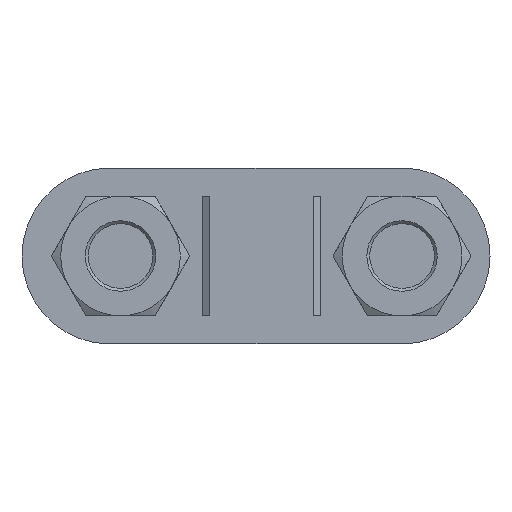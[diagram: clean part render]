
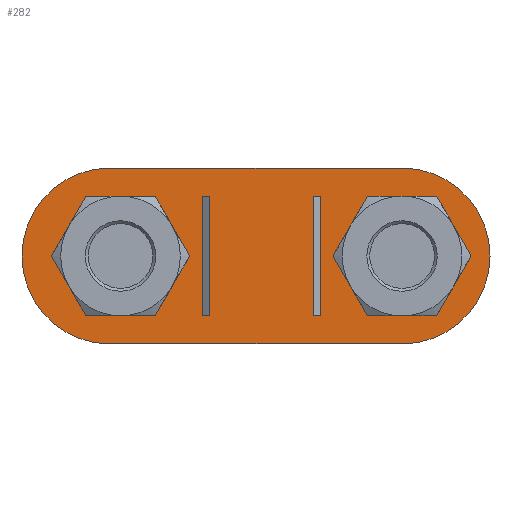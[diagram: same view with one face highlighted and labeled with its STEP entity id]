
A CAD part, front view. The second image highlights one B-rep face of the part: STEP entity #282.
In plain terms, the highlighted planar face has unit normal (0, -1, 0).
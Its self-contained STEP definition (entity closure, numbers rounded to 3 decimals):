
#282 = ADVANCED_FACE( '', ( #403, #404, #405, #406, #407 ), #408, .F. );
#403 = FACE_BOUND( '', #1346, .T. );
#404 = FACE_OUTER_BOUND( '', #1347, .T. );
#405 = FACE_BOUND( '', #1348, .T. );
#406 = FACE_BOUND( '', #1349, .T. );
#407 = FACE_BOUND( '', #1350, .T. );
#408 = PLANE( '', #1351 );
#1346 = EDGE_LOOP( '', ( #1644, #1645, #1646, #1647 ) );
#1347 = EDGE_LOOP( '', ( #1648, #1649, #1650, #1651, #1652, #1653 ) );
#1348 = EDGE_LOOP( '', ( #1654 ) );
#1349 = EDGE_LOOP( '', ( #1655, #1656, #1657, #1658 ) );
#1350 = EDGE_LOOP( '', ( #1659, #1660, #1661, #1662 ) );
#1351 = AXIS2_PLACEMENT_3D( '', #1663, #1664, #1665 );
#1644 = ORIENTED_EDGE( '', *, *, #2297, .F. );
#1645 = ORIENTED_EDGE( '', *, *, #2298, .T. );
#1646 = ORIENTED_EDGE( '', *, *, #2299, .T. );
#1647 = ORIENTED_EDGE( '', *, *, #2300, .F. );
#1648 = ORIENTED_EDGE( '', *, *, #2301, .F. );
#1649 = ORIENTED_EDGE( '', *, *, #2302, .F. );
#1650 = ORIENTED_EDGE( '', *, *, #2303, .F. );
#1651 = ORIENTED_EDGE( '', *, *, #2304, .F. );
#1652 = ORIENTED_EDGE( '', *, *, #2305, .F. );
#1653 = ORIENTED_EDGE( '', *, *, #2306, .F. );
#1654 = ORIENTED_EDGE( '', *, *, #2307, .T. );
#1655 = ORIENTED_EDGE( '', *, *, #2308, .F. );
#1656 = ORIENTED_EDGE( '', *, *, #2309, .F. );
#1657 = ORIENTED_EDGE( '', *, *, #2310, .F. );
#1658 = ORIENTED_EDGE( '', *, *, #2311, .F. );
#1659 = ORIENTED_EDGE( '', *, *, #2312, .T. );
#1660 = ORIENTED_EDGE( '', *, *, #2313, .T. );
#1661 = ORIENTED_EDGE( '', *, *, #2314, .F. );
#1662 = ORIENTED_EDGE( '', *, *, #2315, .F. );
#1663 = CARTESIAN_POINT( '', ( -21.5, 31.3, 0. ) );
#1664 = DIRECTION( '', ( 0., 1., 0. ) );
#1665 = DIRECTION( '', ( 0., 0., 1. ) );
#2297 = EDGE_CURVE( '', #2525, #2526, #2527, .T. );
#2298 = EDGE_CURVE( '', #2525, #2528, #2529, .T. );
#2299 = EDGE_CURVE( '', #2528, #2530, #2531, .T. );
#2300 = EDGE_CURVE( '', #2526, #2530, #2532, .T. );
#2301 = EDGE_CURVE( '', #2533, #2534, #2535, .T. );
#2302 = EDGE_CURVE( '', #2536, #2533, #2537, .T. );
#2303 = EDGE_CURVE( '', #2538, #2536, #2539, .T. );
#2304 = EDGE_CURVE( '', #2540, #2538, #2541, .T. );
#2305 = EDGE_CURVE( '', #2542, #2540, #2543, .T. );
#2306 = EDGE_CURVE( '', #2534, #2542, #2544, .T. );
#2307 = EDGE_CURVE( '', #2545, #2545, #2546, .T. );
#2308 = EDGE_CURVE( '', #2547, #2548, #2549, .T. );
#2309 = EDGE_CURVE( '', #2550, #2547, #2551, .T. );
#2310 = EDGE_CURVE( '', #2552, #2550, #2553, .T. );
#2311 = EDGE_CURVE( '', #2548, #2552, #2554, .T. );
#2312 = EDGE_CURVE( '', #2555, #2556, #2557, .T. );
#2313 = EDGE_CURVE( '', #2556, #2558, #2559, .T. );
#2314 = EDGE_CURVE( '', #2560, #2558, #2561, .T. );
#2315 = EDGE_CURVE( '', #2555, #2560, #2562, .T. );
#2525 = VERTEX_POINT( '', #3051 );
#2526 = VERTEX_POINT( '', #3052 );
#2527 = LINE( '', #3053, #3054 );
#2528 = VERTEX_POINT( '', #3055 );
#2529 = LINE( '', #3056, #3057 );
#2530 = VERTEX_POINT( '', #3058 );
#2531 = LINE( '', #3059, #3060 );
#2532 = LINE( '', #3061, #3062 );
#2533 = VERTEX_POINT( '', #3063 );
#2534 = VERTEX_POINT( '', #3064 );
#2535 = CIRCLE( '', #3065, 12.5 );
#2536 = VERTEX_POINT( '', #3066 );
#2537 = CIRCLE( '', #3067, 12.5 );
#2538 = VERTEX_POINT( '', #3068 );
#2539 = LINE( '', #3069, #3070 );
#2540 = VERTEX_POINT( '', #3071 );
#2541 = CIRCLE( '', #3072, 12.5 );
#2542 = VERTEX_POINT( '', #3073 );
#2543 = CIRCLE( '', #3074, 12.5 );
#2544 = LINE( '', #3075, #3076 );
#2545 = VERTEX_POINT( '', #3077 );
#2546 = CIRCLE( '', #3078, 5.4 );
#2547 = VERTEX_POINT( '', #3079 );
#2548 = VERTEX_POINT( '', #3080 );
#2549 = CIRCLE( '', #3081, 5. );
#2550 = VERTEX_POINT( '', #3082 );
#2551 = LINE( '', #3083, #3084 );
#2552 = VERTEX_POINT( '', #3085 );
#2553 = CIRCLE( '', #3086, 5. );
#2554 = LINE( '', #3087, #3088 );
#2555 = VERTEX_POINT( '', #3089 );
#2556 = VERTEX_POINT( '', #3090 );
#2557 = LINE( '', #3091, #3092 );
#2558 = VERTEX_POINT( '', #3093 );
#2559 = LINE( '', #3094, #3095 );
#2560 = VERTEX_POINT( '', #3096 );
#2561 = LINE( '', #3097, #3098 );
#2562 = LINE( '', #3099, #3100 );
#3051 = CARTESIAN_POINT( '', ( -8.4, 31.3, -8.5 ) );
#3052 = CARTESIAN_POINT( '', ( -7.4, 31.3, -8.5 ) );
#3053 = CARTESIAN_POINT( '', ( -8.4, 31.3, -8.5 ) );
#3054 = VECTOR( '', #3633, 1000. );
#3055 = CARTESIAN_POINT( '', ( -8.4, 31.3, 8.5 ) );
#3056 = CARTESIAN_POINT( '', ( -8.4, 31.3, -8.5 ) );
#3057 = VECTOR( '', #3634, 1000. );
#3058 = CARTESIAN_POINT( '', ( -7.4, 31.3, 8.5 ) );
#3059 = CARTESIAN_POINT( '', ( -8.4, 31.3, 8.5 ) );
#3060 = VECTOR( '', #3635, 1000. );
#3061 = CARTESIAN_POINT( '', ( -7.4, 31.3, -8.5 ) );
#3062 = VECTOR( '', #3636, 1000. );
#3063 = CARTESIAN_POINT( '', ( -34., 31.3, 0. ) );
#3064 = CARTESIAN_POINT( '', ( -21.5, 31.3, 12.5 ) );
#3065 = AXIS2_PLACEMENT_3D( '', #3637, #3638, #3639 );
#3066 = CARTESIAN_POINT( '', ( -21.5, 31.3, -12.5 ) );
#3067 = AXIS2_PLACEMENT_3D( '', #3640, #3641, #3642 );
#3068 = CARTESIAN_POINT( '', ( 20., 31.3, -12.5 ) );
#3069 = CARTESIAN_POINT( '', ( 20., 31.3, -12.5 ) );
#3070 = VECTOR( '', #3643, 1000. );
#3071 = CARTESIAN_POINT( '', ( 32.5, 31.3, 0. ) );
#3072 = AXIS2_PLACEMENT_3D( '', #3644, #3645, #3646 );
#3073 = CARTESIAN_POINT( '', ( 20., 31.3, 12.5 ) );
#3074 = AXIS2_PLACEMENT_3D( '', #3647, #3648, #3649 );
#3075 = CARTESIAN_POINT( '', ( -21.5, 31.3, 12.5 ) );
#3076 = VECTOR( '', #3650, 1000. );
#3077 = CARTESIAN_POINT( '', ( 25.4, 31.3, 0. ) );
#3078 = AXIS2_PLACEMENT_3D( '', #3651, #3652, #3653 );
#3079 = CARTESIAN_POINT( '', ( -21.5, 31.3, 5. ) );
#3080 = CARTESIAN_POINT( '', ( -21.5, 31.3, -5. ) );
#3081 = AXIS2_PLACEMENT_3D( '', #3654, #3655, #3656 );
#3082 = CARTESIAN_POINT( '', ( -19.5, 31.3, 5. ) );
#3083 = CARTESIAN_POINT( '', ( -19.5, 31.3, 5. ) );
#3084 = VECTOR( '', #3657, 1000. );
#3085 = CARTESIAN_POINT( '', ( -19.5, 31.3, -5. ) );
#3086 = AXIS2_PLACEMENT_3D( '', #3658, #3659, #3660 );
#3087 = CARTESIAN_POINT( '', ( -21.5, 31.3, -5. ) );
#3088 = VECTOR( '', #3661, 1000. );
#3089 = CARTESIAN_POINT( '', ( 8.4, 31.3, -8.5 ) );
#3090 = CARTESIAN_POINT( '', ( 7.4, 31.3, -8.5 ) );
#3091 = CARTESIAN_POINT( '', ( 8.4, 31.3, -8.5 ) );
#3092 = VECTOR( '', #3662, 1000. );
#3093 = CARTESIAN_POINT( '', ( 7.4, 31.3, 8.5 ) );
#3094 = CARTESIAN_POINT( '', ( 7.4, 31.3, -8.5 ) );
#3095 = VECTOR( '', #3663, 1000. );
#3096 = CARTESIAN_POINT( '', ( 8.4, 31.3, 8.5 ) );
#3097 = CARTESIAN_POINT( '', ( 8.4, 31.3, 8.5 ) );
#3098 = VECTOR( '', #3664, 1000. );
#3099 = CARTESIAN_POINT( '', ( 8.4, 31.3, -8.5 ) );
#3100 = VECTOR( '', #3665, 1000. );
#3633 = DIRECTION( '', ( 1., 0., 0. ) );
#3634 = DIRECTION( '', ( 0., 0., 1. ) );
#3635 = DIRECTION( '', ( 1., 0., 0. ) );
#3636 = DIRECTION( '', ( 0., 0., 1. ) );
#3637 = CARTESIAN_POINT( '', ( -21.5, 31.3, 0. ) );
#3638 = DIRECTION( '', ( 0., 1., 0. ) );
#3639 = DIRECTION( '', ( -1., 0., 0. ) );
#3640 = CARTESIAN_POINT( '', ( -21.5, 31.3, 0. ) );
#3641 = DIRECTION( '', ( 0., 1., 0. ) );
#3642 = DIRECTION( '', ( 0., 0., -1. ) );
#3643 = DIRECTION( '', ( -1., 0., 0. ) );
#3644 = CARTESIAN_POINT( '', ( 20., 31.3, 0. ) );
#3645 = DIRECTION( '', ( 0., 1., 0. ) );
#3646 = DIRECTION( '', ( 1., 0., 0. ) );
#3647 = CARTESIAN_POINT( '', ( 20., 31.3, 0. ) );
#3648 = DIRECTION( '', ( 0., 1., 0. ) );
#3649 = DIRECTION( '', ( 0., 0., 1. ) );
#3650 = DIRECTION( '', ( 1., 0., 0. ) );
#3651 = CARTESIAN_POINT( '', ( 20., 31.3, 0. ) );
#3652 = DIRECTION( '', ( 0., 1., 0. ) );
#3653 = DIRECTION( '', ( 1., 0., 0. ) );
#3654 = CARTESIAN_POINT( '', ( -21.5, 31.3, 0. ) );
#3655 = DIRECTION( '', ( 0., -1., 0. ) );
#3656 = DIRECTION( '', ( 0., 0., 1. ) );
#3657 = DIRECTION( '', ( -1., 0., 0. ) );
#3658 = CARTESIAN_POINT( '', ( -19.5, 31.3, 0. ) );
#3659 = DIRECTION( '', ( 0., -1., 0. ) );
#3660 = DIRECTION( '', ( 0., 0., -1. ) );
#3661 = DIRECTION( '', ( 1., 0., 0. ) );
#3662 = DIRECTION( '', ( -1., 0., 0. ) );
#3663 = DIRECTION( '', ( 0., 0., 1. ) );
#3664 = DIRECTION( '', ( -1., 0., 0. ) );
#3665 = DIRECTION( '', ( 0., 0., 1. ) );
